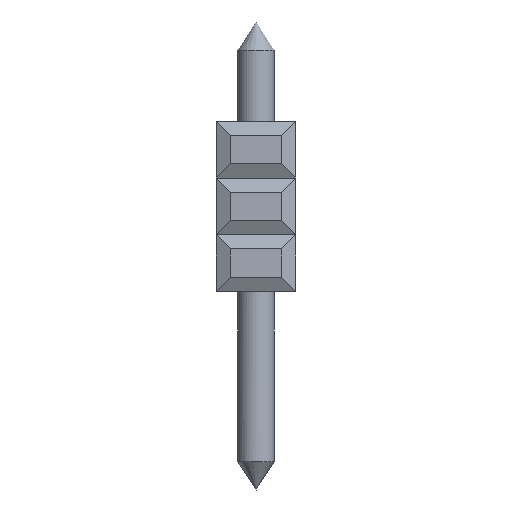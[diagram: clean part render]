
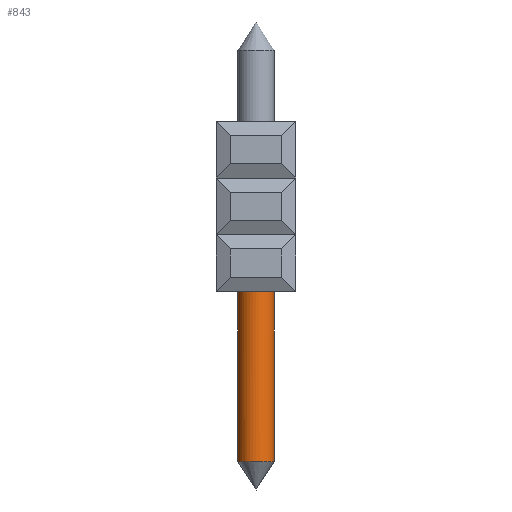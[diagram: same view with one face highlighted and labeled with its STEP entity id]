
A CAD part, left-side view. The second image highlights one B-rep face of the part: STEP entity #843.
In plain terms, the highlighted cylindrical face has radius 0.65 mm (diameter 1.3 mm), a full revolution.
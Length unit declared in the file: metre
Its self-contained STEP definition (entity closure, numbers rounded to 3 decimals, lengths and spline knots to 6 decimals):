
#843=ADVANCED_FACE('',(#2122,#2123),#2124,.T.);
#2122=FACE_OUTER_BOUND('',#3913,.T.);
#2123=FACE_OUTER_BOUND('',#3914,.T.);
#2124=CYLINDRICAL_SURFACE('',#3915,0.00065);
#3913=EDGE_LOOP('',(#6369));
#3914=EDGE_LOOP('',(#6370));
#3915=AXIS2_PLACEMENT_3D('',#6371,#6372,#6373);
#6369=ORIENTED_EDGE('',*,*,#10522,.F.);
#6370=ORIENTED_EDGE('',*,*,#10525,.F.);
#6371=CARTESIAN_POINT('',(0.06065,-0.03326,-0.0015));
#6372=DIRECTION('',(0.0,0.,-1.0));
#6373=DIRECTION('',(-1.0,0.0,0.0));
#10522=EDGE_CURVE('',#12659,#12659,#12660,.T.);
#10525=EDGE_CURVE('',#12662,#12662,#12663,.T.);
#12659=VERTEX_POINT('',#15598);
#12660=CIRCLE('',#15599,0.00065);
#12662=VERTEX_POINT('',#15601);
#12663=CIRCLE('',#15602,0.00065);
#15598=CARTESIAN_POINT('',(0.06104,-0.03274,-0.012));
#15599=AXIS2_PLACEMENT_3D('',#18633,#18634,#18635);
#15601=CARTESIAN_POINT('',(0.06065,-0.03391,-0.0058));
#15602=AXIS2_PLACEMENT_3D('',#18636,#18637,#18638);
#18633=CARTESIAN_POINT('',(0.06065,-0.03326,-0.012));
#18634=DIRECTION('',(0.,0.,-1.0));
#18635=DIRECTION('',(0.6,0.8,0.));
#18636=CARTESIAN_POINT('',(0.06065,-0.03326,-0.0058));
#18637=DIRECTION('',(0.0,0.,1.0));
#18638=DIRECTION('',(0.0,-1.0,0.));
